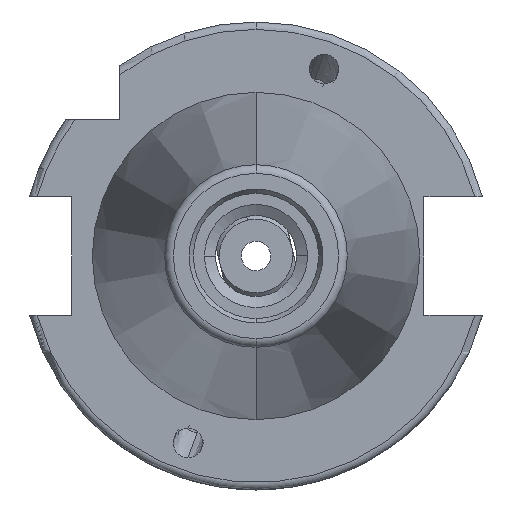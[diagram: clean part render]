
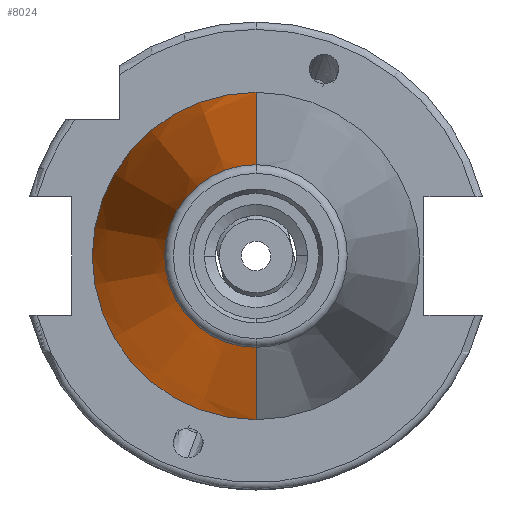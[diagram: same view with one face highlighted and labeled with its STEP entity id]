
A CAD part, left-side view. The second image highlights one B-rep face of the part: STEP entity #8024.
In plain terms, the highlighted conical face has half-angle 8.297 degrees and reference radius 22.225 mm.
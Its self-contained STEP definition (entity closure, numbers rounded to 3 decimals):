
#36 = DIRECTION ( 'NONE',  ( 1., 0., 0. ) ) ;
#401 = VERTEX_POINT ( 'NONE', #1685 ) ;
#639 = CARTESIAN_POINT ( 'NONE',  ( 0., -22.225, 0. ) ) ;
#947 = FACE_OUTER_BOUND ( 'NONE', #4771, .T. ) ;
#1169 = CARTESIAN_POINT ( 'NONE',  ( 0., -22.225, 0. ) ) ;
#1685 = CARTESIAN_POINT ( 'NONE',  ( -67.373, 12.4, 0. ) ) ;
#2069 = DIRECTION ( 'NONE',  ( -1., 0., 0. ) ) ;
#2232 = EDGE_CURVE ( 'NONE', #5632, #8059, #7399, .T. ) ;
#2915 = EDGE_CURVE ( 'NONE', #401, #8059, #7514, .T. ) ;
#2962 = DIRECTION ( 'NONE',  ( -1., 0., 0. ) ) ;
#3011 = VERTEX_POINT ( 'NONE', #3188 ) ;
#3180 = AXIS2_PLACEMENT_3D ( 'NONE', #3452, #36, #7618 ) ;
#3188 = CARTESIAN_POINT ( 'NONE',  ( -67.373, -12.4, 0. ) ) ;
#3387 = ORIENTED_EDGE ( 'NONE', *, *, #6983, .F. ) ;
#3452 = CARTESIAN_POINT ( 'NONE',  ( 0., 0., 0. ) ) ;
#3797 = VECTOR ( 'NONE', #8195, 1000. ) ;
#4199 = EDGE_CURVE ( 'NONE', #3011, #5632, #7492, .T. ) ;
#4205 = CARTESIAN_POINT ( 'NONE',  ( 0., 22.225, 0. ) ) ;
#4247 = VECTOR ( 'NONE', #5834, 1000. ) ;
#4771 = EDGE_LOOP ( 'NONE', ( #3387, #6600, #5669, #7433 ) ) ;
#4859 = AXIS2_PLACEMENT_3D ( 'NONE', #7111, #2962, #7806 ) ;
#5632 = VERTEX_POINT ( 'NONE', #1169 ) ;
#5669 = ORIENTED_EDGE ( 'NONE', *, *, #2232, .T. ) ;
#5834 = DIRECTION ( 'NONE',  ( 0.99, 0.144, 0. ) ) ;
#6168 = AXIS2_PLACEMENT_3D ( 'NONE', #6193, #2069, #6902 ) ;
#6193 = CARTESIAN_POINT ( 'NONE',  ( -67.373, 0., 0. ) ) ;
#6600 = ORIENTED_EDGE ( 'NONE', *, *, #4199, .T. ) ;
#6902 = DIRECTION ( 'NONE',  ( 0., -1., 0. ) ) ;
#6983 = EDGE_CURVE ( 'NONE', #3011, #401, #7234, .T. ) ;
#7111 = CARTESIAN_POINT ( 'NONE',  ( 0., 0., 0. ) ) ;
#7234 = CIRCLE ( 'NONE', #6168, 12.4 ) ;
#7399 = CIRCLE ( 'NONE', #4859, 22.225 ) ;
#7433 = ORIENTED_EDGE ( 'NONE', *, *, #2915, .F. ) ;
#7492 = LINE ( 'NONE', #639, #3797 ) ;
#7514 = LINE ( 'NONE', #8650, #4247 ) ;
#7618 = DIRECTION ( 'NONE',  ( 0., 1., 0. ) ) ;
#7806 = DIRECTION ( 'NONE',  ( 0., -1., 0. ) ) ;
#7878 = CONICAL_SURFACE ( 'NONE', #3180, 22.225, 0.145 ) ;
#8024 = ADVANCED_FACE ( 'NONE', ( #947 ), #7878, .T. ) ;
#8059 = VERTEX_POINT ( 'NONE', #4205 ) ;
#8195 = DIRECTION ( 'NONE',  ( 0.99, -0.144, 0. ) ) ;
#8650 = CARTESIAN_POINT ( 'NONE',  ( 0., 22.225, 0. ) ) ;
